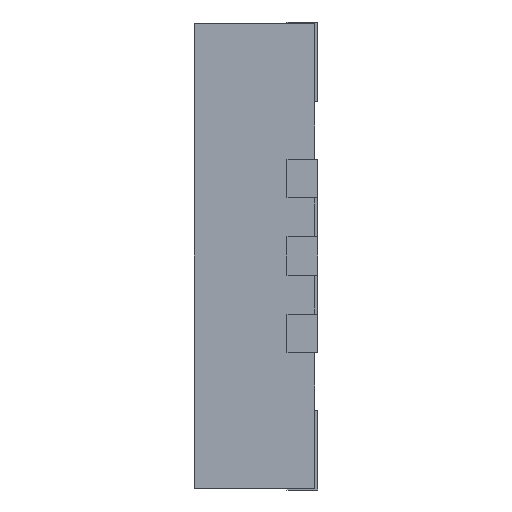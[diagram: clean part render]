
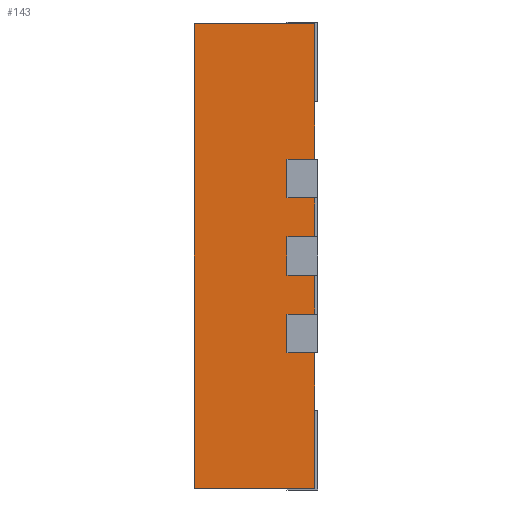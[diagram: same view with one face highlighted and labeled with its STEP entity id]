
A CAD part, left-side view. The second image highlights one B-rep face of the part: STEP entity #143.
In plain terms, the highlighted planar face has unit normal (-1, 0, 0).
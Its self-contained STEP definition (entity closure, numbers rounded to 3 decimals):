
#16 = AXIS2_PLACEMENT_3D ( 'NONE', #2265, #656, #3413 ) ;
#72 = CARTESIAN_POINT ( 'NONE',  ( -1.5, 0.18, 0.125 ) ) ;
#133 = VERTEX_POINT ( 'NONE', #791 ) ;
#143 = ADVANCED_FACE ( 'NONE', ( #1175 ), #672, .F. ) ;
#177 = ORIENTED_EDGE ( 'NONE', *, *, #291, .F. ) ;
#205 = CARTESIAN_POINT ( 'NONE',  ( -1.5, 0.78, 0.375 ) ) ;
#214 = DIRECTION ( 'NONE',  ( 0., 0., -1. ) ) ;
#216 = EDGE_CURVE ( 'NONE', #3014, #133, #2474, .T. ) ;
#291 = EDGE_CURVE ( 'NONE', #3857, #3014, #2267, .T. ) ;
#294 = DIRECTION ( 'NONE',  ( 0., 0., -1. ) ) ;
#368 = VECTOR ( 'NONE', #1050, 1000. ) ;
#375 = EDGE_LOOP ( 'NONE', ( #1244, #4072, #480, #3202, #1118, #2546, #1848, #2190, #177, #3102, #3203, #2856, #576, #3497, #633, #1790 ) ) ;
#409 = EDGE_CURVE ( 'NONE', #720, #1796, #2781, .T. ) ;
#468 = CARTESIAN_POINT ( 'NONE',  ( -1.5, 0., 0.125 ) ) ;
#480 = ORIENTED_EDGE ( 'NONE', *, *, #1667, .F. ) ;
#564 = EDGE_CURVE ( 'NONE', #3255, #1643, #2423, .T. ) ;
#572 = VECTOR ( 'NONE', #3351, 1000. ) ;
#576 = ORIENTED_EDGE ( 'NONE', *, *, #409, .F. ) ;
#596 = DIRECTION ( 'NONE',  ( 0., 0., -1. ) ) ;
#633 = ORIENTED_EDGE ( 'NONE', *, *, #701, .F. ) ;
#640 = VECTOR ( 'NONE', #4131, 1000. ) ;
#641 = CARTESIAN_POINT ( 'NONE',  ( -1.5, 0.18, 1.5 ) ) ;
#656 = DIRECTION ( 'NONE',  ( 1., 0., 0. ) ) ;
#672 = PLANE ( 'NONE',  #16 ) ;
#701 = EDGE_CURVE ( 'NONE', #1840, #3302, #1413, .T. ) ;
#719 = EDGE_CURVE ( 'NONE', #1834, #1497, #3464, .T. ) ;
#720 = VERTEX_POINT ( 'NONE', #3131 ) ;
#765 = CARTESIAN_POINT ( 'NONE',  ( -1.5, 0., 1.5 ) ) ;
#791 = CARTESIAN_POINT ( 'NONE',  ( -1.5, 0.18, 0.375 ) ) ;
#821 = CARTESIAN_POINT ( 'NONE',  ( -1.5, 0.78, 1.5 ) ) ;
#922 = VECTOR ( 'NONE', #1242, 1000. ) ;
#939 = CARTESIAN_POINT ( 'NONE',  ( -1.5, 0.78, 1.5 ) ) ;
#971 = LINE ( 'NONE', #3335, #3411 ) ;
#1023 = VECTOR ( 'NONE', #596, 1000. ) ;
#1049 = LINE ( 'NONE', #1332, #2649 ) ;
#1050 = DIRECTION ( 'NONE',  ( 0., 1., 0. ) ) ;
#1072 = DIRECTION ( 'NONE',  ( 0., 0., -1. ) ) ;
#1097 = VECTOR ( 'NONE', #214, 1000. ) ;
#1110 = EDGE_CURVE ( 'NONE', #133, #3822, #3043, .T. ) ;
#1118 = ORIENTED_EDGE ( 'NONE', *, *, #1700, .F. ) ;
#1175 = FACE_OUTER_BOUND ( 'NONE', #375, .T. ) ;
#1242 = DIRECTION ( 'NONE',  ( 0., 0., -1. ) ) ;
#1244 = ORIENTED_EDGE ( 'NONE', *, *, #3466, .F. ) ;
#1263 = LINE ( 'NONE', #765, #2868 ) ;
#1305 = VERTEX_POINT ( 'NONE', #821 ) ;
#1332 = CARTESIAN_POINT ( 'NONE',  ( -1.5, 0.78, -0.125 ) ) ;
#1337 = VECTOR ( 'NONE', #3675, 1000. ) ;
#1340 = LINE ( 'NONE', #3577, #3046 ) ;
#1391 = CARTESIAN_POINT ( 'NONE',  ( -1.5, 0.18, -0.625 ) ) ;
#1413 = LINE ( 'NONE', #3820, #3873 ) ;
#1497 = VERTEX_POINT ( 'NONE', #3148 ) ;
#1560 = DIRECTION ( 'NONE',  ( 0., -1., 0. ) ) ;
#1598 = CARTESIAN_POINT ( 'NONE',  ( -1.5, 0.18, -0.125 ) ) ;
#1642 = DIRECTION ( 'NONE',  ( 0., -1., 0. ) ) ;
#1643 = VERTEX_POINT ( 'NONE', #1598 ) ;
#1664 = DIRECTION ( 'NONE',  ( 0., 0., -1. ) ) ;
#1667 = EDGE_CURVE ( 'NONE', #1643, #1834, #1049, .T. ) ;
#1700 = EDGE_CURVE ( 'NONE', #2788, #3255, #2803, .T. ) ;
#1790 = ORIENTED_EDGE ( 'NONE', *, *, #3897, .F. ) ;
#1796 = VERTEX_POINT ( 'NONE', #2331 ) ;
#1825 = DIRECTION ( 'NONE',  ( 0., 1., 0. ) ) ;
#1834 = VERTEX_POINT ( 'NONE', #2026 ) ;
#1840 = VERTEX_POINT ( 'NONE', #1391 ) ;
#1848 = ORIENTED_EDGE ( 'NONE', *, *, #1110, .F. ) ;
#1852 = VECTOR ( 'NONE', #294, 1000. ) ;
#1904 = VERTEX_POINT ( 'NONE', #3024 ) ;
#1946 = CARTESIAN_POINT ( 'NONE',  ( -1.5, 0.18, 1.5 ) ) ;
#2026 = CARTESIAN_POINT ( 'NONE',  ( -1.5, 0., -0.125 ) ) ;
#2104 = CARTESIAN_POINT ( 'NONE',  ( -1.5, 0., 1.5 ) ) ;
#2138 = CARTESIAN_POINT ( 'NONE',  ( -1.5, 0., 1.5 ) ) ;
#2190 = ORIENTED_EDGE ( 'NONE', *, *, #216, .F. ) ;
#2226 = DIRECTION ( 'NONE',  ( 0., 0., -1. ) ) ;
#2265 = CARTESIAN_POINT ( 'NONE',  ( -1.5, 0.78, 1.5 ) ) ;
#2267 = LINE ( 'NONE', #3533, #3881 ) ;
#2296 = CARTESIAN_POINT ( 'NONE',  ( -1.5, 0.78, -1.5 ) ) ;
#2331 = CARTESIAN_POINT ( 'NONE',  ( -1.5, 0.78, -1.5 ) ) ;
#2405 = LINE ( 'NONE', #2104, #1097 ) ;
#2423 = LINE ( 'NONE', #641, #640 ) ;
#2474 = LINE ( 'NONE', #1946, #3226 ) ;
#2490 = CARTESIAN_POINT ( 'NONE',  ( -1.5, 0.18, 0.625 ) ) ;
#2546 = ORIENTED_EDGE ( 'NONE', *, *, #2701, .F. ) ;
#2649 = VECTOR ( 'NONE', #1642, 1000. ) ;
#2677 = VECTOR ( 'NONE', #3890, 1000. ) ;
#2701 = EDGE_CURVE ( 'NONE', #3822, #2788, #1263, .T. ) ;
#2718 = LINE ( 'NONE', #2823, #1852 ) ;
#2781 = LINE ( 'NONE', #2296, #2677 ) ;
#2788 = VERTEX_POINT ( 'NONE', #468 ) ;
#2803 = LINE ( 'NONE', #2969, #368 ) ;
#2823 = CARTESIAN_POINT ( 'NONE',  ( -1.5, 0., 1.5 ) ) ;
#2831 = EDGE_CURVE ( 'NONE', #1305, #4027, #971, .T. ) ;
#2856 = ORIENTED_EDGE ( 'NONE', *, *, #3133, .T. ) ;
#2868 = VECTOR ( 'NONE', #1072, 1000. ) ;
#2918 = CARTESIAN_POINT ( 'NONE',  ( -1.5, 0., 0.625 ) ) ;
#2969 = CARTESIAN_POINT ( 'NONE',  ( -1.5, 0.78, 0.125 ) ) ;
#3014 = VERTEX_POINT ( 'NONE', #2490 ) ;
#3024 = CARTESIAN_POINT ( 'NONE',  ( -1.5, 0.18, -0.375 ) ) ;
#3030 = CARTESIAN_POINT ( 'NONE',  ( -1.5, 0.78, -0.375 ) ) ;
#3043 = LINE ( 'NONE', #205, #1337 ) ;
#3046 = VECTOR ( 'NONE', #1664, 1000. ) ;
#3078 = EDGE_CURVE ( 'NONE', #3302, #720, #2718, .T. ) ;
#3096 = LINE ( 'NONE', #3030, #572 ) ;
#3102 = ORIENTED_EDGE ( 'NONE', *, *, #3524, .F. ) ;
#3131 = CARTESIAN_POINT ( 'NONE',  ( -1.5, 0., -1.5 ) ) ;
#3133 = EDGE_CURVE ( 'NONE', #1305, #1796, #3459, .T. ) ;
#3148 = CARTESIAN_POINT ( 'NONE',  ( -1.5, 0., -0.375 ) ) ;
#3202 = ORIENTED_EDGE ( 'NONE', *, *, #564, .F. ) ;
#3203 = ORIENTED_EDGE ( 'NONE', *, *, #2831, .F. ) ;
#3226 = VECTOR ( 'NONE', #2226, 1000. ) ;
#3255 = VERTEX_POINT ( 'NONE', #72 ) ;
#3302 = VERTEX_POINT ( 'NONE', #3941 ) ;
#3335 = CARTESIAN_POINT ( 'NONE',  ( -1.5, 0.78, 1.5 ) ) ;
#3351 = DIRECTION ( 'NONE',  ( 0., 1., 0. ) ) ;
#3411 = VECTOR ( 'NONE', #3663, 1000. ) ;
#3413 = DIRECTION ( 'NONE',  ( 0., 0., -1. ) ) ;
#3459 = LINE ( 'NONE', #939, #922 ) ;
#3464 = LINE ( 'NONE', #4099, #1023 ) ;
#3466 = EDGE_CURVE ( 'NONE', #1497, #1904, #3096, .T. ) ;
#3497 = ORIENTED_EDGE ( 'NONE', *, *, #3078, .F. ) ;
#3509 = CARTESIAN_POINT ( 'NONE',  ( -1.5, 0., 0.375 ) ) ;
#3524 = EDGE_CURVE ( 'NONE', #4027, #3857, #2405, .T. ) ;
#3533 = CARTESIAN_POINT ( 'NONE',  ( -1.5, 0.78, 0.625 ) ) ;
#3577 = CARTESIAN_POINT ( 'NONE',  ( -1.5, 0.18, 1.5 ) ) ;
#3663 = DIRECTION ( 'NONE',  ( 0., -1., 0. ) ) ;
#3675 = DIRECTION ( 'NONE',  ( 0., -1., 0. ) ) ;
#3820 = CARTESIAN_POINT ( 'NONE',  ( -1.5, 0.78, -0.625 ) ) ;
#3822 = VERTEX_POINT ( 'NONE', #3509 ) ;
#3857 = VERTEX_POINT ( 'NONE', #2918 ) ;
#3873 = VECTOR ( 'NONE', #1560, 1000. ) ;
#3881 = VECTOR ( 'NONE', #1825, 1000. ) ;
#3890 = DIRECTION ( 'NONE',  ( 0., 1., 0. ) ) ;
#3897 = EDGE_CURVE ( 'NONE', #1904, #1840, #1340, .T. ) ;
#3941 = CARTESIAN_POINT ( 'NONE',  ( -1.5, 0., -0.625 ) ) ;
#4027 = VERTEX_POINT ( 'NONE', #2138 ) ;
#4072 = ORIENTED_EDGE ( 'NONE', *, *, #719, .F. ) ;
#4099 = CARTESIAN_POINT ( 'NONE',  ( -1.5, 0., 1.5 ) ) ;
#4131 = DIRECTION ( 'NONE',  ( 0., 0., -1. ) ) ;
